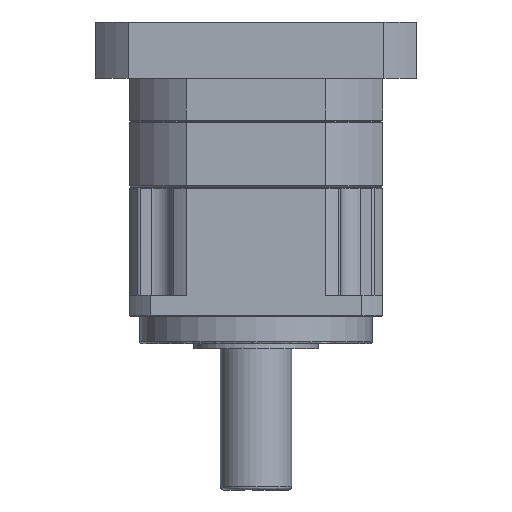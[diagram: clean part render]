
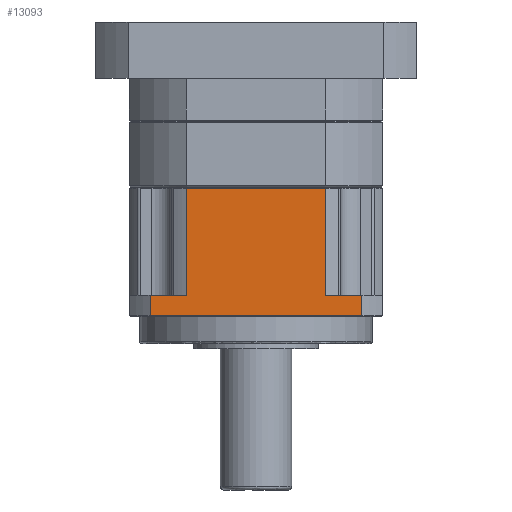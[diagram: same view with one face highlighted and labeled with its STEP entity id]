
A CAD part, front view. The second image highlights one B-rep face of the part: STEP entity #13093.
In plain terms, the highlighted planar face has unit normal (0, -1, 0).
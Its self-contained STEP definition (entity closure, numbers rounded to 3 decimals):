
#448 = CARTESIAN_POINT ( 'NONE',  ( -35.5, -71., 38.5 ) ) ;
#1405 = EDGE_CURVE ( 'NONE', #19370, #13189, #16755, .T. ) ;
#2802 = EDGE_CURVE ( 'NONE', #13189, #9706, #16277, .T. ) ;
#2818 = EDGE_CURVE ( 'NONE', #18631, #16697, #3790, .T. ) ;
#3273 = VECTOR ( 'NONE', #10429, 1000. ) ;
#3338 = ORIENTED_EDGE ( 'NONE', *, *, #5986, .T. ) ;
#3637 = CARTESIAN_POINT ( 'NONE',  ( -71., -71., 30.5 ) ) ;
#3790 = LINE ( 'NONE', #10398, #15775 ) ;
#4034 = LINE ( 'NONE', #12553, #20846 ) ;
#5275 = DIRECTION ( 'NONE',  ( 1., 0., 0. ) ) ;
#5452 = ORIENTED_EDGE ( 'NONE', *, *, #2818, .T. ) ;
#5852 = DIRECTION ( 'NONE',  ( -1., 0., 0. ) ) ;
#5878 = CARTESIAN_POINT ( 'NONE',  ( 38.987, -71., 38.5 ) ) ;
#5945 = DIRECTION ( 'NONE',  ( 0., 0., -1. ) ) ;
#5986 = EDGE_CURVE ( 'NONE', #13695, #19370, #12200, .T. ) ;
#6336 = EDGE_LOOP ( 'NONE', ( #11065, #10996, #15499, #5452, #15625, #3338, #20705, #15032 ) ) ;
#6967 = LINE ( 'NONE', #448, #11370 ) ;
#7015 = VECTOR ( 'NONE', #10704, 1000. ) ;
#7317 = VECTOR ( 'NONE', #13303, 1000. ) ;
#8446 = CARTESIAN_POINT ( 'NONE',  ( -59.29, -71., -21.5 ) ) ;
#9597 = CARTESIAN_POINT ( 'NONE',  ( 38.987, -71., -21.5 ) ) ;
#9706 = VERTEX_POINT ( 'NONE', #16287 ) ;
#9988 = EDGE_CURVE ( 'NONE', #9706, #15031, #13635, .T. ) ;
#10130 = CARTESIAN_POINT ( 'NONE',  ( -59.29, -71., 30.5 ) ) ;
#10167 = PLANE ( 'NONE',  #18514 ) ;
#10326 = DIRECTION ( 'NONE',  ( 0., 0., -1. ) ) ;
#10398 = CARTESIAN_POINT ( 'NONE',  ( -38.987, -71., 30.5 ) ) ;
#10429 = DIRECTION ( 'NONE',  ( 0., 0., 1. ) ) ;
#10437 = DIRECTION ( 'NONE',  ( 1., 0., 0. ) ) ;
#10536 = CARTESIAN_POINT ( 'NONE',  ( 59.29, -71., 30.5 ) ) ;
#10626 = CARTESIAN_POINT ( 'NONE',  ( -71., -71., -21.5 ) ) ;
#10687 = EDGE_CURVE ( 'NONE', #16697, #13695, #15286, .T. ) ;
#10704 = DIRECTION ( 'NONE',  ( -1., 0., 0. ) ) ;
#10996 = ORIENTED_EDGE ( 'NONE', *, *, #16114, .F. ) ;
#11065 = ORIENTED_EDGE ( 'NONE', *, *, #9988, .T. ) ;
#11370 = VECTOR ( 'NONE', #10437, 1000. ) ;
#11393 = CARTESIAN_POINT ( 'NONE',  ( -38.987, -71., -21.5 ) ) ;
#12200 = LINE ( 'NONE', #10130, #7317 ) ;
#12464 = CARTESIAN_POINT ( 'NONE',  ( -71., -71., -21.5 ) ) ;
#12553 = CARTESIAN_POINT ( 'NONE',  ( 38.987, -71., 39. ) ) ;
#12575 = VECTOR ( 'NONE', #13715, 1000. ) ;
#13093 = ADVANCED_FACE ( 'NONE', ( #14162 ), #10167, .T. ) ;
#13189 = VERTEX_POINT ( 'NONE', #18465 ) ;
#13303 = DIRECTION ( 'NONE',  ( 0., 0., -1. ) ) ;
#13635 = LINE ( 'NONE', #10626, #7015 ) ;
#13695 = VERTEX_POINT ( 'NONE', #8446 ) ;
#13715 = DIRECTION ( 'NONE',  ( 1., 0., 0. ) ) ;
#13755 = CARTESIAN_POINT ( 'NONE',  ( -71., -71., -33. ) ) ;
#14162 = FACE_OUTER_BOUND ( 'NONE', #6336, .T. ) ;
#15031 = VERTEX_POINT ( 'NONE', #9597 ) ;
#15032 = ORIENTED_EDGE ( 'NONE', *, *, #2802, .T. ) ;
#15041 = DIRECTION ( 'NONE',  ( 0., -1., 0. ) ) ;
#15286 = LINE ( 'NONE', #12464, #19059 ) ;
#15499 = ORIENTED_EDGE ( 'NONE', *, *, #18743, .F. ) ;
#15625 = ORIENTED_EDGE ( 'NONE', *, *, #10687, .T. ) ;
#15775 = VECTOR ( 'NONE', #10326, 1000. ) ;
#16114 = EDGE_CURVE ( 'NONE', #17610, #15031, #4034, .T. ) ;
#16277 = LINE ( 'NONE', #10536, #3273 ) ;
#16287 = CARTESIAN_POINT ( 'NONE',  ( 59.29, -71., -21.5 ) ) ;
#16697 = VERTEX_POINT ( 'NONE', #11393 ) ;
#16755 = LINE ( 'NONE', #13755, #12575 ) ;
#17610 = VERTEX_POINT ( 'NONE', #5878 ) ;
#18193 = CARTESIAN_POINT ( 'NONE',  ( -38.987, -71., 38.5 ) ) ;
#18465 = CARTESIAN_POINT ( 'NONE',  ( 59.29, -71., -33. ) ) ;
#18514 = AXIS2_PLACEMENT_3D ( 'NONE', #3637, #15041, #5275 ) ;
#18631 = VERTEX_POINT ( 'NONE', #18193 ) ;
#18743 = EDGE_CURVE ( 'NONE', #18631, #17610, #6967, .T. ) ;
#19059 = VECTOR ( 'NONE', #5852, 1000. ) ;
#19370 = VERTEX_POINT ( 'NONE', #20682 ) ;
#20682 = CARTESIAN_POINT ( 'NONE',  ( -59.29, -71., -33. ) ) ;
#20705 = ORIENTED_EDGE ( 'NONE', *, *, #1405, .T. ) ;
#20846 = VECTOR ( 'NONE', #5945, 1000. ) ;
